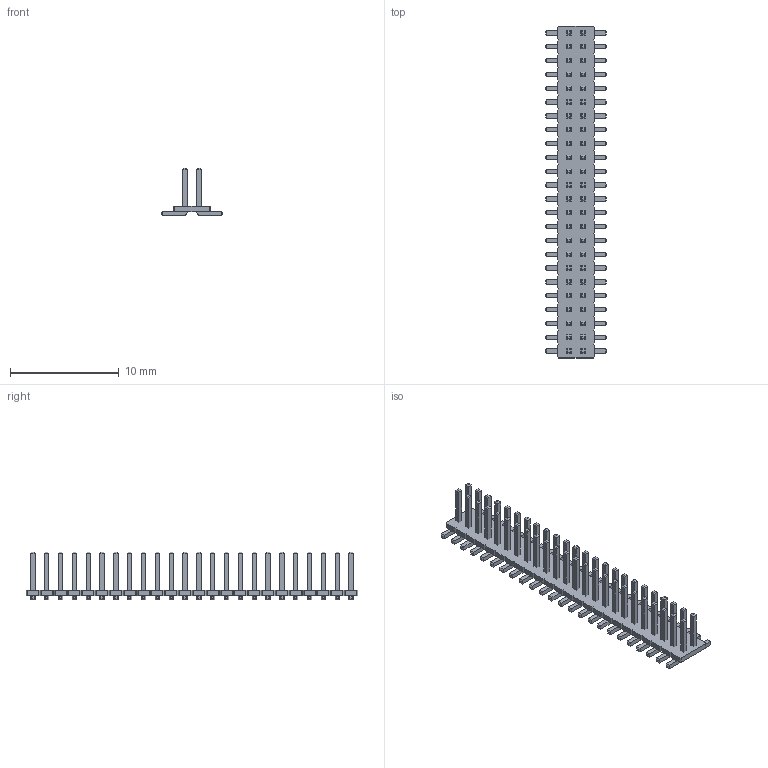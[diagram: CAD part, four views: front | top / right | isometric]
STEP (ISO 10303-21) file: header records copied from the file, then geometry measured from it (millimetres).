
FILE_DESCRIPTION(/* description */ ('model of PinHeader_2x24_P1.27mm_Vertical_SMD'),/* implementation_level */ '2;1');
FILE_NAME(/* name */ 'PinHeader_2x24_P1.27mm_Vertical_SMD.step',/* time_stamp */ '2018-01-24T13:09:57',/* author */ ('kicad StepUp','ksu'),/* organization */ ('FreeCAD'),/* preprocessor_version */ 'OCC',/* originating_system */ 'kicad StepUp',/* authorisation */ '');
FILE_SCHEMA(('AUTOMOTIVE_DESIGN { 1 0 10303 214 1 1 1 1 }'));
Length unit declared in the file: millimetre
Products named in the file (2): PinHeader_2x24_P127mm_Vertical_SMD; Shape0_74004193547
Bounding box: 5.57 x 30.48 x 4.4 mm (x, y, z)
Volume: 98.9 mm3; surface area: 727.7 mm2
Topology: 49 solids, 49 shells, 964 faces, 2214 edges, 1348 vertices
Faces by surface type: plane 916, cylinder 48
Entity records: 17121 total; most frequent: ORIENTED_EDGE 3370, CARTESIAN_POINT 2839, EDGE_CURVE 2214, LINE 2118, VERTEX_POINT 1348, AXIS2_PLACEMENT_3D 1037, ADVANCED_FACE 964, FACE_BOUND 964
